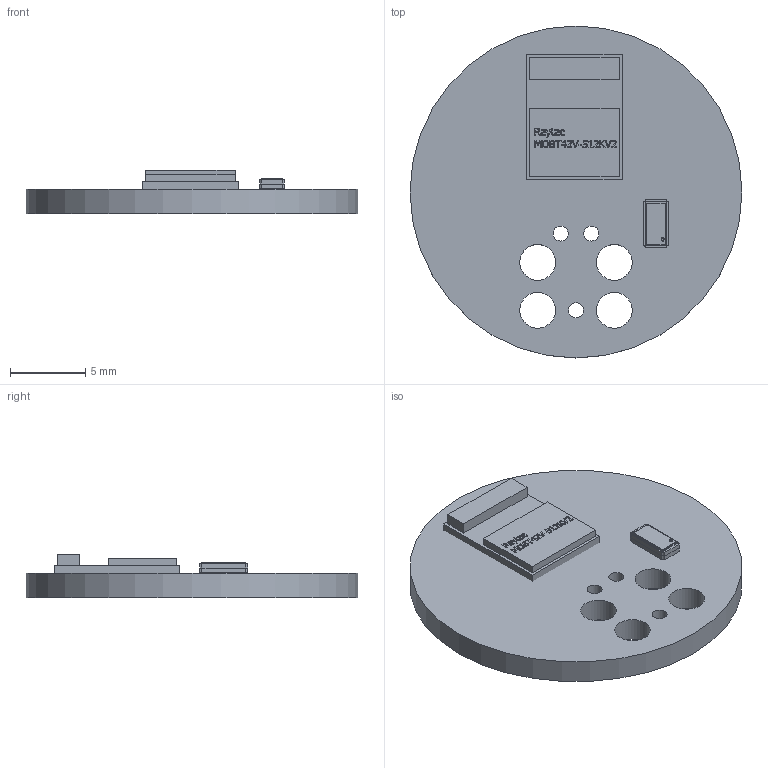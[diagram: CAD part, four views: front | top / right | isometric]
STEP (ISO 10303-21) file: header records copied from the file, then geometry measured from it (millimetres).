
FILE_DESCRIPTION(('KiCad electronic assembly'),'2;1');
FILE_NAME('nrf_pill_lid.step','2021-10-22T21:08:28',('Pcbnew'),('Kicad') ,'Open CASCADE STEP processor 7.5','KiCad to STEP converter','Unknown' );
FILE_SCHEMA(('AUTOMOTIVE_DESIGN { 1 0 10303 214 1 1 1 1 }'));
Length unit declared in the file: millimetre
Products named in the file (6): nrf_pill_lid 1; Raytac_-_MDBT42V-512KV2; COMPOUND; User Library-NT2016SA-END4910A-48MHZ Crystal (NDK); nrf_pill_lid PCB
Assembly tree (5 placements, depth 3):
  nrf_pill_lid 1
    Raytac_-_MDBT42V-512KV2
      COMPOUND
    User Library-NT2016SA-END4910A-48MHZ Crystal (NDK)
      COMPOUND
    nrf_pill_lid PCB
Bounding box: 22 x 22 x 2.85 mm (x, y, z)
Volume: 646.7 mm3; surface area: 1165.4 mm2
Topology: 33 solids, 39 shells, 588 faces, 1443 edges, 961 vertices
Faces by surface type: bspline 578, cylinder 8, plane 2
Full cylindrical faces by diameter (mm): 0.991 x3, 2.375 x4, 22 x1
Entity records: 34161 total; most frequent: CARTESIAN_POINT 14146, B_SPLINE_CURVE_WITH_KNOTS 4139, ORIENTED_EDGE 2884, PCURVE 2884, DEFINITIONAL_REPRESENTATION 2884, EDGE_CURVE 1443, SURFACE_CURVE 1435, VERTEX_POINT 961
